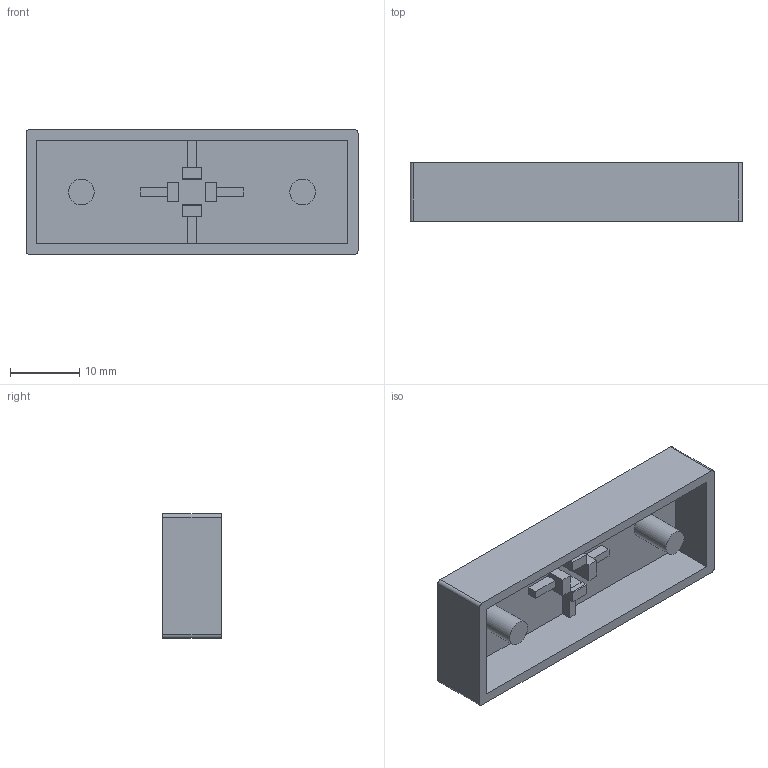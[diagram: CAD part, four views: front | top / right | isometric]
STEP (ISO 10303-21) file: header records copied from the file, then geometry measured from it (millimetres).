
FILE_DESCRIPTION(/* description */ (''),/* implementation_level */ '2;1');
FILE_NAME(/* name */ 'canc_rip2 v1.step',/* time_stamp */ '2023-03-03T21:23:29+01:00',/* author */ (''),/* organization */ (''),/* preprocessor_version */ 'ST-DEVELOPER v19.2',/* originating_system */ 'Autodesk Translation Framework v11.17.0.187',/* authorisation */ '');
FILE_SCHEMA (('AUTOMOTIVE_DESIGN { 1 0 10303 214 3 1 1 }'));
Length unit declared in the file: millimetre
Products named in the file (1): canc_rip2
Bounding box: 48 x 8.5 x 18 mm (x, y, z)
Volume: 3083.7 mm3; surface area: 4004.8 mm2
Topology: 1 solids, 1 shells, 72 faces, 192 edges, 128 vertices
Faces by surface type: plane 66, cylinder 6
Full cylindrical faces by diameter (mm): 3.7 x2
Entity records: 2241 total; most frequent: CARTESIAN_POINT 393, ORIENTED_EDGE 384, DIRECTION 350, EDGE_CURVE 192, LINE 180, VECTOR 180, VERTEX_POINT 128, AXIS2_PLACEMENT_3D 85
